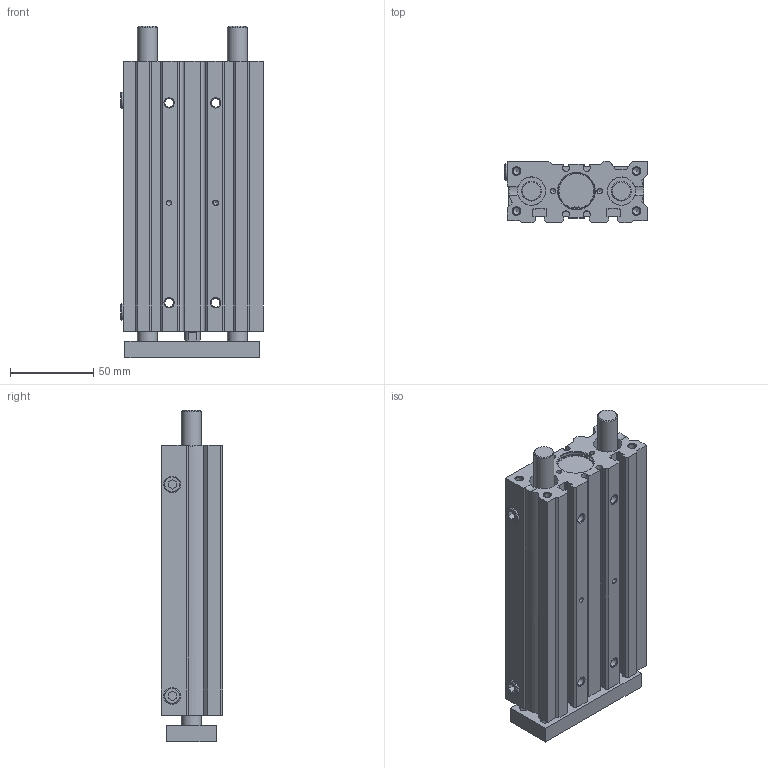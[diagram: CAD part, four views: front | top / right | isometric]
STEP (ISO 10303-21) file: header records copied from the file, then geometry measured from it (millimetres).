
FILE_DESCRIPTION(/* description */ (''),/* implementation_level */ '2;1');
FILE_NAME(/* name */ 'EDMS020.100.GS.W.stp',/* time_stamp */ '2022-05-04T09:43:26+02:00',/* author */ ('carlo.corazza'),/* organization */ (''),/* preprocessor_version */ 'ST-DEVELOPER v18',/* originating_system */ 'Autodesk Inventor 2020',/* authorisation */ '');
FILE_SCHEMA (('AUTOMOTIVE_DESIGN { 1 0 10303 214 3 1 1 }'));
Length unit declared in the file: millimetre
Products named in the file (3): EDMS020.100.GS.W; CORPO EDM020-W-100; PIASTRA -ASTE-STELO EDMS-W 20-100
Assembly tree (2 placements, depth 2):
  EDMS020.100.GS.W
    CORPO EDM020-W-100
    PIASTRA -ASTE-STELO EDMS-W 20-100
Bounding box: 85.5 x 36.8 x 199 mm (x, y, z)
Volume: 426000.3 mm3; surface area: 114322.8 mm2
Topology: 2 solids, 7 shells, 372 faces, 1035 edges, 697 vertices
Faces by surface type: plane 188, cylinder 112, cone 59, torus 13
Full cylindrical faces by diameter (mm): 1.333 x4, 1.8 x2, 2.65 x2, 3 x6, 4 x2, 4.134 x8, 5 x1, 5.2 x4, 5.5 x1, 6 x2, 6.5 x2, 8.5 x1, 8.566 x2, 9 x1, 9.5 x5, 10 x6, 10.5 x2, 10.64 x1, 11.4 x1, 12 x4, 13.5 x2, 14 x2, 16.6 x2, 17 x2, 20 x2, 21 x2, 21.9 x2, 22 x4
Entity records: 12835 total; most frequent: CARTESIAN_POINT 2298, DIRECTION 2233, ORIENTED_EDGE 2048, EDGE_CURVE 1024, AXIS2_PLACEMENT_3D 869, VERTEX_POINT 697, LINE 495, VECTOR 495
